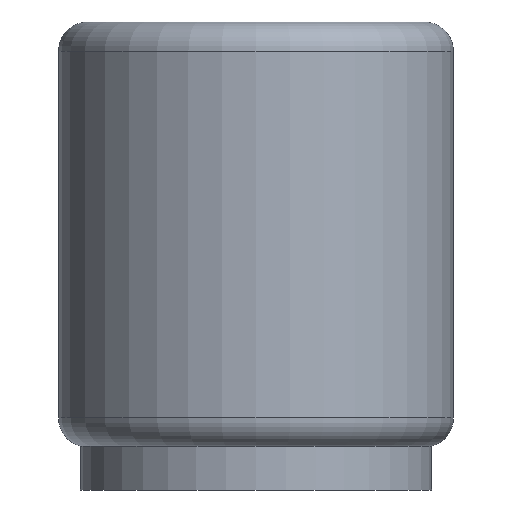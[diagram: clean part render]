
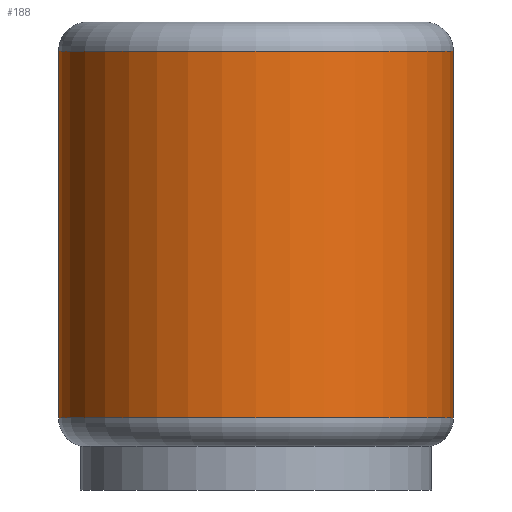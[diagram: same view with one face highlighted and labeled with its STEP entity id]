
A CAD part, front view. The second image highlights one B-rep face of the part: STEP entity #188.
In plain terms, the highlighted cylindrical face has radius 13.5 mm (diameter 27 mm), a partial arc.
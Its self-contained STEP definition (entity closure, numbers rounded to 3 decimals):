
#19 = CARTESIAN_POINT ( 'NONE',  ( -13.5, 0., 32. ) ) ;
#34 = CIRCLE ( 'NONE', #118, 13.5 ) ;
#44 = VERTEX_POINT ( 'NONE', #274 ) ;
#45 = ORIENTED_EDGE ( 'NONE', *, *, #267, .F. ) ;
#46 = LINE ( 'NONE', #19, #68 ) ;
#49 = EDGE_LOOP ( 'NONE', ( #45, #296, #149, #199 ) ) ;
#61 = DIRECTION ( 'NONE',  ( 0., 0., -1. ) ) ;
#68 = VECTOR ( 'NONE', #270, 1000. ) ;
#69 = EDGE_CURVE ( 'NONE', #121, #241, #46, .T. ) ;
#76 = AXIS2_PLACEMENT_3D ( 'NONE', #155, #303, #107 ) ;
#99 = EDGE_CURVE ( 'NONE', #275, #121, #34, .T. ) ;
#107 = DIRECTION ( 'NONE',  ( -1., 0., 0. ) ) ;
#114 = CARTESIAN_POINT ( 'NONE',  ( -13.5, 0., 4.936 ) ) ;
#117 = VECTOR ( 'NONE', #315, 1000. ) ;
#118 = AXIS2_PLACEMENT_3D ( 'NONE', #133, #61, #130 ) ;
#121 = VERTEX_POINT ( 'NONE', #158 ) ;
#130 = DIRECTION ( 'NONE',  ( 1., 0., 0. ) ) ;
#133 = CARTESIAN_POINT ( 'NONE',  ( 0., 0., 30. ) ) ;
#137 = CARTESIAN_POINT ( 'NONE',  ( 13.5, 0., 30. ) ) ;
#149 = ORIENTED_EDGE ( 'NONE', *, *, #69, .T. ) ;
#155 = CARTESIAN_POINT ( 'NONE',  ( 0., 0., 32. ) ) ;
#158 = CARTESIAN_POINT ( 'NONE',  ( -13.5, 0., 30. ) ) ;
#177 = CARTESIAN_POINT ( 'NONE',  ( 0., 0., 4.936 ) ) ;
#185 = FACE_OUTER_BOUND ( 'NONE', #49, .T. ) ;
#188 = ADVANCED_FACE ( 'NONE', ( #185 ), #287, .T. ) ;
#189 = LINE ( 'NONE', #215, #117 ) ;
#199 = ORIENTED_EDGE ( 'NONE', *, *, #201, .T. ) ;
#201 = EDGE_CURVE ( 'NONE', #241, #44, #240, .T. ) ;
#215 = CARTESIAN_POINT ( 'NONE',  ( 13.5, 0., 32. ) ) ;
#240 = CIRCLE ( 'NONE', #307, 13.5 ) ;
#241 = VERTEX_POINT ( 'NONE', #114 ) ;
#256 = DIRECTION ( 'NONE',  ( 0., 0., 1. ) ) ;
#267 = EDGE_CURVE ( 'NONE', #275, #44, #189, .T. ) ;
#270 = DIRECTION ( 'NONE',  ( 0., 0., -1. ) ) ;
#274 = CARTESIAN_POINT ( 'NONE',  ( 13.5, 0., 4.936 ) ) ;
#275 = VERTEX_POINT ( 'NONE', #137 ) ;
#276 = DIRECTION ( 'NONE',  ( -1., 0., 0. ) ) ;
#287 = CYLINDRICAL_SURFACE ( 'NONE', #76, 13.5 ) ;
#296 = ORIENTED_EDGE ( 'NONE', *, *, #99, .T. ) ;
#303 = DIRECTION ( 'NONE',  ( 0., 0., -1. ) ) ;
#307 = AXIS2_PLACEMENT_3D ( 'NONE', #177, #256, #276 ) ;
#315 = DIRECTION ( 'NONE',  ( 0., 0., -1. ) ) ;
